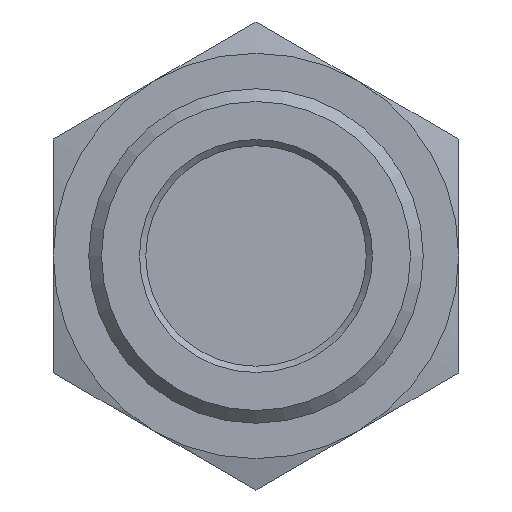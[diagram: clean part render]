
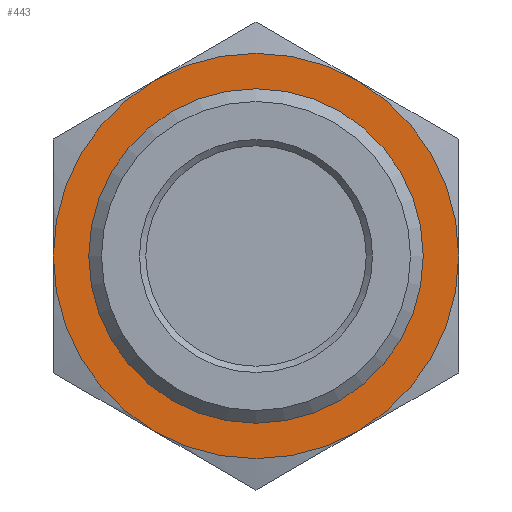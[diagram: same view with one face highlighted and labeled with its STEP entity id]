
A CAD part, front view. The second image highlights one B-rep face of the part: STEP entity #443.
In plain terms, the highlighted planar face has unit normal (0, -1, 0).
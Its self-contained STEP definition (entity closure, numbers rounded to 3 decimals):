
#65=PLANE('',#504);
#75=FACE_BOUND('',#153,.T.);
#109=FACE_OUTER_BOUND('',#152,.T.);
#152=EDGE_LOOP('',(#374,#375,#376,#377,#378,#379));
#153=EDGE_LOOP('',(#380));
#177=CIRCLE('',#482,8.);
#178=CIRCLE('',#484,8.);
#179=CIRCLE('',#486,8.);
#180=CIRCLE('',#488,8.);
#181=CIRCLE('',#490,8.);
#182=CIRCLE('',#492,8.);
#184=CIRCLE('',#503,5.6);
#210=VERTEX_POINT('',#731);
#211=VERTEX_POINT('',#735);
#213=VERTEX_POINT('',#742);
#215=VERTEX_POINT('',#752);
#217=VERTEX_POINT('',#765);
#219=VERTEX_POINT('',#775);
#222=VERTEX_POINT('',#806);
#255=EDGE_CURVE('',#210,#211,#177,.T.);
#258=EDGE_CURVE('',#213,#210,#178,.T.);
#261=EDGE_CURVE('',#215,#213,#179,.T.);
#263=EDGE_CURVE('',#217,#215,#180,.T.);
#266=EDGE_CURVE('',#219,#217,#181,.T.);
#269=EDGE_CURVE('',#211,#219,#182,.T.);
#278=EDGE_CURVE('',#222,#222,#184,.T.);
#374=ORIENTED_EDGE('',*,*,#269,.T.);
#375=ORIENTED_EDGE('',*,*,#266,.T.);
#376=ORIENTED_EDGE('',*,*,#263,.T.);
#377=ORIENTED_EDGE('',*,*,#261,.T.);
#378=ORIENTED_EDGE('',*,*,#258,.T.);
#379=ORIENTED_EDGE('',*,*,#255,.T.);
#380=ORIENTED_EDGE('',*,*,#278,.T.);
#443=ADVANCED_FACE('',(#109,#75),#65,.T.);
#482=AXIS2_PLACEMENT_3D('',#739,#574,#575);
#484=AXIS2_PLACEMENT_3D('',#749,#578,#579);
#486=AXIS2_PLACEMENT_3D('',#759,#582,#583);
#488=AXIS2_PLACEMENT_3D('',#766,#586,#587);
#490=AXIS2_PLACEMENT_3D('',#776,#590,#591);
#492=AXIS2_PLACEMENT_3D('',#785,#594,#595);
#503=AXIS2_PLACEMENT_3D('',#807,#622,#623);
#504=AXIS2_PLACEMENT_3D('',#808,#624,#625);
#574=DIRECTION('center_axis',(0.,-1.,0.));
#575=DIRECTION('ref_axis',(1.,0.,0.));
#578=DIRECTION('center_axis',(0.,-1.,0.));
#579=DIRECTION('ref_axis',(1.,0.,0.));
#582=DIRECTION('center_axis',(0.,-1.,0.));
#583=DIRECTION('ref_axis',(1.,0.,0.));
#586=DIRECTION('center_axis',(0.,-1.,0.));
#587=DIRECTION('ref_axis',(1.,0.,0.));
#590=DIRECTION('center_axis',(0.,-1.,0.));
#591=DIRECTION('ref_axis',(1.,0.,0.));
#594=DIRECTION('center_axis',(0.,-1.,0.));
#595=DIRECTION('ref_axis',(1.,0.,0.));
#622=DIRECTION('center_axis',(0.,1.,0.));
#623=DIRECTION('ref_axis',(1.,0.,0.));
#624=DIRECTION('center_axis',(0.,-1.,0.));
#625=DIRECTION('ref_axis',(0.,0.,-1.));
#731=CARTESIAN_POINT('',(4.,8.,-6.928));
#735=CARTESIAN_POINT('',(8.,8.,0.));
#739=CARTESIAN_POINT('Origin',(0.,8.,0.));
#742=CARTESIAN_POINT('',(-4.,8.,-6.928));
#749=CARTESIAN_POINT('Origin',(0.,8.,0.));
#752=CARTESIAN_POINT('',(-8.,8.,0.));
#759=CARTESIAN_POINT('Origin',(0.,8.,0.));
#765=CARTESIAN_POINT('',(-4.,8.,6.928));
#766=CARTESIAN_POINT('Origin',(0.,8.,0.));
#775=CARTESIAN_POINT('',(4.,8.,6.928));
#776=CARTESIAN_POINT('Origin',(0.,8.,0.));
#785=CARTESIAN_POINT('Origin',(0.,8.,0.));
#806=CARTESIAN_POINT('',(0.,8.,5.6));
#807=CARTESIAN_POINT('Origin',(0.,8.,0.));
#808=CARTESIAN_POINT('Origin',(0.,8.,8.));
